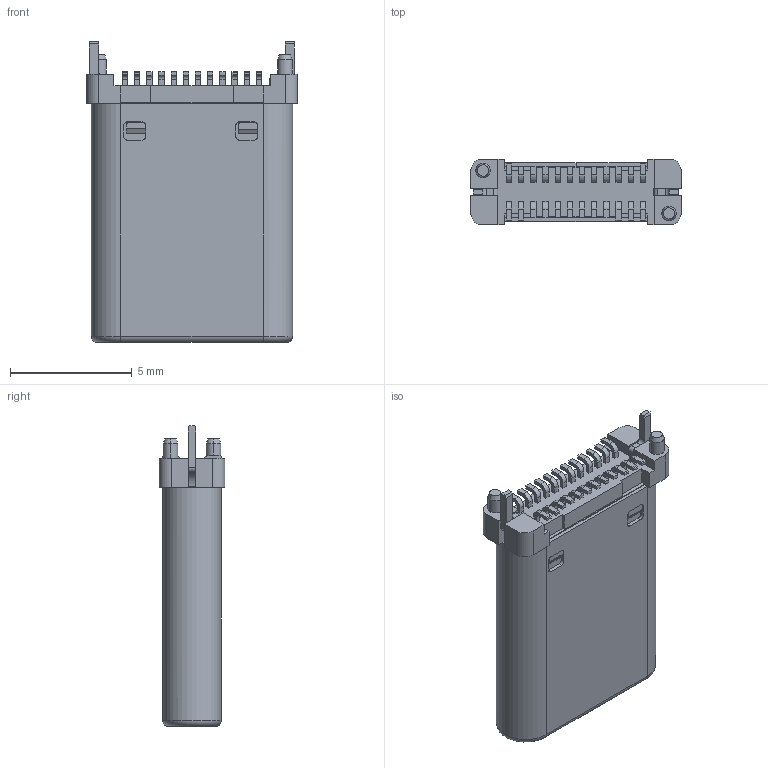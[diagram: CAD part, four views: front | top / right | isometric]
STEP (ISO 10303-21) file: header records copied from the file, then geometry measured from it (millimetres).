
FILE_DESCRIPTION((''),'2;1');
FILE_NAME('XDS-B_TC_2_F_105A','2026-01-06T16:46:39',('ZL'),(''),'CREO PARAMETRIC BY PTC INC, 2025010','CREO PARAMETRIC BY PTC INC, 2025010','');
FILE_SCHEMA(('AUTOMOTIVE_DESIGN { 1 0 10303 214 1 1 1 1 }'));
Length unit declared in the file: millimetre
Products named in the file (1): XDS-B_TC_2_F_105A
Bounding box: 8.65 x 2.7 x 12.34 mm (x, y, z)
Volume: 164.7 mm3; surface area: 426.6 mm2
Topology: 1 solids, 3 shells, 810 faces, 2341 edges, 1568 vertices
Faces by surface type: plane 594, cylinder 208, torus 4, cone 4
Entity records: 26887 total; most frequent: CARTESIAN_POINT 4770, ORIENTED_EDGE 4682, DIRECTION 4436, EDGE_CURVE 2341, VECTOR 1853, LINE 1853, VERTEX_POINT 1568, AXIS2_PLACEMENT_3D 1290
